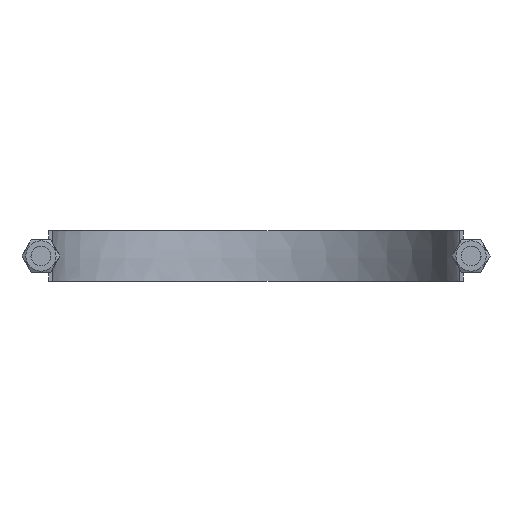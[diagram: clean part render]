
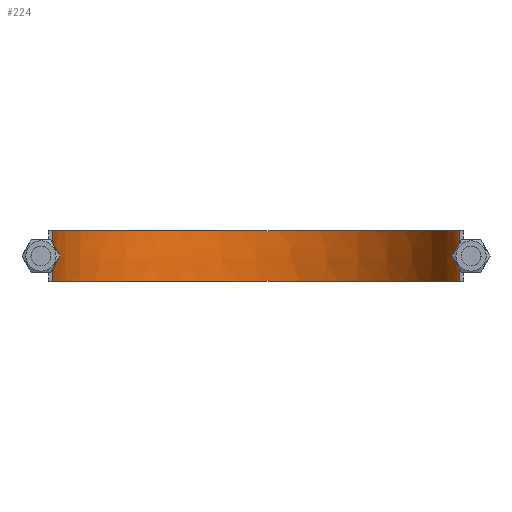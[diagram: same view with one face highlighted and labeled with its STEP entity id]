
A CAD part, front view. The second image highlights one B-rep face of the part: STEP entity #224.
In plain terms, the highlighted face is a extrusion surface.
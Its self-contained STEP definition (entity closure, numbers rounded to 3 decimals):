
#224 = ADVANCED_FACE( '', ( #290 ), #291, .T. );
#290 = FACE_OUTER_BOUND( '', #1005, .T. );
#291 = SURFACE_OF_LINEAR_EXTRUSION( '', #1006, #1007 );
#1005 = EDGE_LOOP( '', ( #1780, #1781, #1782, #1783 ) );
#1006 = B_SPLINE_CURVE_WITH_KNOTS( '', 3, ( #1784, #1785, #1786, #1787, #1788, #1789, #1790, #1791, #1792, #1793, #1794, #1795, #1796, #1797, #1798, #1799, #1800, #1801 ), .UNSPECIFIED., .F., .F., ( 4, 3, 1, 1, 1, 1, 1, 1, 1, 1, 3, 4 ), ( -11., -10., -9., -8., -7., -6., -5., -4., -3., -2., -1., 0. ), .UNSPECIFIED. );
#1007 = VECTOR( '', #1802, 1000. );
#1780 = ORIENTED_EDGE( '', *, *, #2139, .T. );
#1781 = ORIENTED_EDGE( '', *, *, #2149, .F. );
#1782 = ORIENTED_EDGE( '', *, *, #2146, .F. );
#1783 = ORIENTED_EDGE( '', *, *, #2150, .T. );
#1784 = CARTESIAN_POINT( '', ( -161.4, 98.51, -521.638 ) );
#1785 = CARTESIAN_POINT( '', ( -161.4, 150.543, -521.638 ) );
#1786 = CARTESIAN_POINT( '', ( -161.4, 202.577, -521.638 ) );
#1787 = CARTESIAN_POINT( '', ( -161.4, 254.61, -521.638 ) );
#1788 = CARTESIAN_POINT( '', ( -161.4, 273.377, -521.638 ) );
#1789 = CARTESIAN_POINT( '', ( -154.778, 310.95, -521.638 ) );
#1790 = CARTESIAN_POINT( '', ( -126.176, 360.483, -521.638 ) );
#1791 = CARTESIAN_POINT( '', ( -82.356, 397.254, -521.638 ) );
#1792 = CARTESIAN_POINT( '', ( -28.602, 416.819, -521.638 ) );
#1793 = CARTESIAN_POINT( '', ( 28.602, 416.819, -521.638 ) );
#1794 = CARTESIAN_POINT( '', ( 82.356, 397.254, -521.638 ) );
#1795 = CARTESIAN_POINT( '', ( 126.176, 360.483, -521.638 ) );
#1796 = CARTESIAN_POINT( '', ( 154.778, 310.95, -521.638 ) );
#1797 = CARTESIAN_POINT( '', ( 161.4, 273.377, -521.638 ) );
#1798 = CARTESIAN_POINT( '', ( 161.4, 254.61, -521.638 ) );
#1799 = CARTESIAN_POINT( '', ( 161.4, 202.577, -521.638 ) );
#1800 = CARTESIAN_POINT( '', ( 161.4, 150.543, -521.638 ) );
#1801 = CARTESIAN_POINT( '', ( 161.4, 98.51, -521.638 ) );
#1802 = DIRECTION( '', ( 0., 0., 1. ) );
#2139 = EDGE_CURVE( '', #2250, #2251, #2252, .T. );
#2146 = EDGE_CURVE( '', #2262, #2263, #2264, .T. );
#2149 = EDGE_CURVE( '', #2263, #2251, #2267, .T. );
#2150 = EDGE_CURVE( '', #2262, #2250, #2268, .T. );
#2250 = VERTEX_POINT( '', #2754 );
#2251 = VERTEX_POINT( '', #2755 );
#2252 = LINE( '', #2756, #2757 );
#2262 = VERTEX_POINT( '', #2911 );
#2263 = VERTEX_POINT( '', #2912 );
#2264 = LINE( '', #2913, #2914 );
#2267 = B_SPLINE_CURVE_WITH_KNOTS( '', 3, ( #2919, #2920, #2921, #2922, #2923, #2924, #2925, #2926, #2927, #2928, #2929, #2930, #2931, #2932, #2933, #2934, #2935, #2936 ), .UNSPECIFIED., .F., .F., ( 4, 3, 1, 1, 1, 1, 1, 1, 1, 1, 3, 4 ), ( -11., -10., -9., -8., -7., -6., -5., -4., -3., -2., -1., 0. ), .UNSPECIFIED. );
#2268 = B_SPLINE_CURVE_WITH_KNOTS( '', 3, ( #2937, #2938, #2939, #2940, #2941, #2942, #2943, #2944, #2945, #2946, #2947, #2948, #2949, #2950, #2951, #2952, #2953, #2954 ), .UNSPECIFIED., .F., .F., ( 4, 3, 1, 1, 1, 1, 1, 1, 1, 1, 3, 4 ), ( -11., -10., -9., -8., -7., -6., -5., -4., -3., -2., -1., 0. ), .UNSPECIFIED. );
#2754 = CARTESIAN_POINT( '', ( 161.4, 98.51, -20. ) );
#2755 = CARTESIAN_POINT( '', ( 161.4, 98.51, 20. ) );
#2756 = CARTESIAN_POINT( '', ( 161.4, 98.51, -521.638 ) );
#2757 = VECTOR( '', #3301, 1000. );
#2911 = CARTESIAN_POINT( '', ( -161.4, 98.51, -20. ) );
#2912 = CARTESIAN_POINT( '', ( -161.4, 98.51, 20. ) );
#2913 = CARTESIAN_POINT( '', ( -161.4, 98.51, -521.638 ) );
#2914 = VECTOR( '', #3306, 1000. );
#2919 = CARTESIAN_POINT( '', ( -161.4, 98.51, 20. ) );
#2920 = CARTESIAN_POINT( '', ( -161.4, 150.543, 20. ) );
#2921 = CARTESIAN_POINT( '', ( -161.4, 202.577, 20. ) );
#2922 = CARTESIAN_POINT( '', ( -161.4, 254.61, 20. ) );
#2923 = CARTESIAN_POINT( '', ( -161.4, 273.377, 20. ) );
#2924 = CARTESIAN_POINT( '', ( -154.778, 310.95, 20. ) );
#2925 = CARTESIAN_POINT( '', ( -126.176, 360.483, 20. ) );
#2926 = CARTESIAN_POINT( '', ( -82.356, 397.254, 20. ) );
#2927 = CARTESIAN_POINT( '', ( -28.602, 416.819, 20. ) );
#2928 = CARTESIAN_POINT( '', ( 28.602, 416.819, 20. ) );
#2929 = CARTESIAN_POINT( '', ( 82.356, 397.254, 20. ) );
#2930 = CARTESIAN_POINT( '', ( 126.176, 360.483, 20. ) );
#2931 = CARTESIAN_POINT( '', ( 154.778, 310.95, 20. ) );
#2932 = CARTESIAN_POINT( '', ( 161.4, 273.377, 20. ) );
#2933 = CARTESIAN_POINT( '', ( 161.4, 254.61, 20. ) );
#2934 = CARTESIAN_POINT( '', ( 161.4, 202.577, 20. ) );
#2935 = CARTESIAN_POINT( '', ( 161.4, 150.543, 20. ) );
#2936 = CARTESIAN_POINT( '', ( 161.4, 98.51, 20. ) );
#2937 = CARTESIAN_POINT( '', ( -161.4, 98.51, -20. ) );
#2938 = CARTESIAN_POINT( '', ( -161.4, 150.543, -20. ) );
#2939 = CARTESIAN_POINT( '', ( -161.4, 202.577, -20. ) );
#2940 = CARTESIAN_POINT( '', ( -161.4, 254.61, -20. ) );
#2941 = CARTESIAN_POINT( '', ( -161.4, 273.377, -20. ) );
#2942 = CARTESIAN_POINT( '', ( -154.778, 310.95, -20. ) );
#2943 = CARTESIAN_POINT( '', ( -126.176, 360.483, -20. ) );
#2944 = CARTESIAN_POINT( '', ( -82.356, 397.254, -20. ) );
#2945 = CARTESIAN_POINT( '', ( -28.602, 416.819, -20. ) );
#2946 = CARTESIAN_POINT( '', ( 28.602, 416.819, -20. ) );
#2947 = CARTESIAN_POINT( '', ( 82.356, 397.254, -20. ) );
#2948 = CARTESIAN_POINT( '', ( 126.176, 360.483, -20. ) );
#2949 = CARTESIAN_POINT( '', ( 154.778, 310.95, -20. ) );
#2950 = CARTESIAN_POINT( '', ( 161.4, 273.377, -20. ) );
#2951 = CARTESIAN_POINT( '', ( 161.4, 254.61, -20. ) );
#2952 = CARTESIAN_POINT( '', ( 161.4, 202.577, -20. ) );
#2953 = CARTESIAN_POINT( '', ( 161.4, 150.543, -20. ) );
#2954 = CARTESIAN_POINT( '', ( 161.4, 98.51, -20. ) );
#3301 = DIRECTION( '', ( 0., 0., 1. ) );
#3306 = DIRECTION( '', ( 0., 0., 1. ) );
